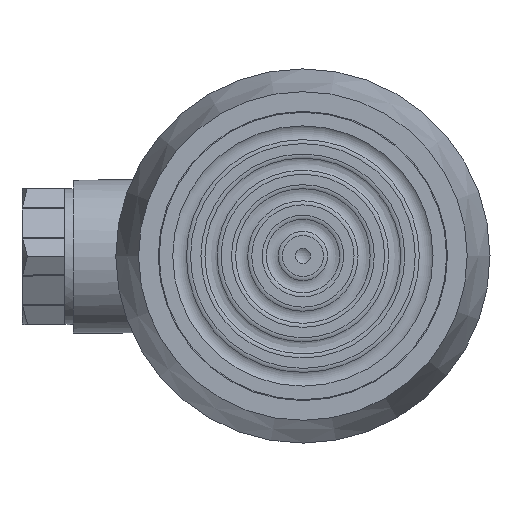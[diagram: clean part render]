
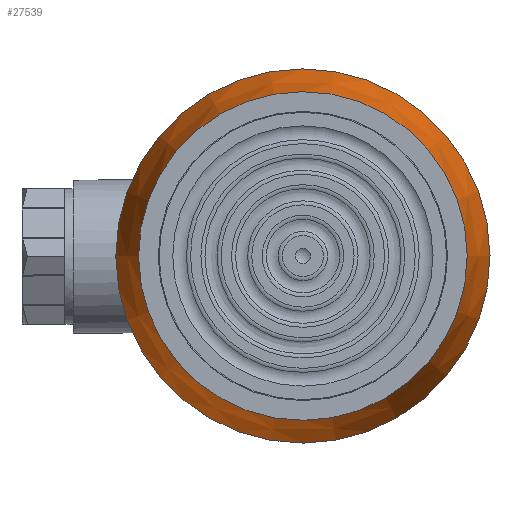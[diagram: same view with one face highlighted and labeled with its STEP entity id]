
A CAD part, left-side view. The second image highlights one B-rep face of the part: STEP entity #27539.
In plain terms, the highlighted conical face has half-angle 15 degrees and reference radius 20.66 mm.
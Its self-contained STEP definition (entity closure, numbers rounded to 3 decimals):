
#1798=CONICAL_SURFACE('',#29159,20.66,0.262);
#3285=FACE_OUTER_BOUND('',#4912,.T.);
#4912=EDGE_LOOP('',(#25755,#25756,#25757,#25758));
#5476=CIRCLE('',#29133,19.321);
#5485=CIRCLE('',#29160,22.);
#8845=LINE('',#74931,#10755);
#10755=VECTOR('',#34181,20.66);
#13452=VERTEX_POINT('',#70873);
#13483=VERTEX_POINT('',#74929);
#17526=EDGE_CURVE('',#13452,#13452,#5476,.T.);
#17577=EDGE_CURVE('',#13483,#13483,#5485,.T.);
#17578=EDGE_CURVE('',#13483,#13452,#8845,.T.);
#25755=ORIENTED_EDGE('',*,*,#17577,.F.);
#25756=ORIENTED_EDGE('',*,*,#17578,.T.);
#25757=ORIENTED_EDGE('',*,*,#17526,.T.);
#25758=ORIENTED_EDGE('',*,*,#17578,.F.);
#27539=ADVANCED_FACE('',(#3285),#1798,.T.);
#29133=AXIS2_PLACEMENT_3D('',#70874,#34104,#34105);
#29159=AXIS2_PLACEMENT_3D('',#74928,#34177,#34178);
#29160=AXIS2_PLACEMENT_3D('',#74930,#34179,#34180);
#34104=DIRECTION('center_axis',(1.,0.,0.));
#34105=DIRECTION('ref_axis',(0.,0.,-1.));
#34177=DIRECTION('center_axis',(1.,0.,0.));
#34178=DIRECTION('ref_axis',(0.,1.,0.));
#34179=DIRECTION('center_axis',(1.,0.,0.));
#34180=DIRECTION('ref_axis',(0.,0.,-1.));
#34181=DIRECTION('',(-0.966,0.259,0.));
#70873=CARTESIAN_POINT('',(-38.,-19.321,0.));
#70874=CARTESIAN_POINT('Origin',(-38.,0.,0.));
#74928=CARTESIAN_POINT('Origin',(-33.,0.,0.));
#74929=CARTESIAN_POINT('',(-28.,-22.,0.));
#74930=CARTESIAN_POINT('Origin',(-28.,0.,0.));
#74931=CARTESIAN_POINT('',(-33.,-20.66,0.));
